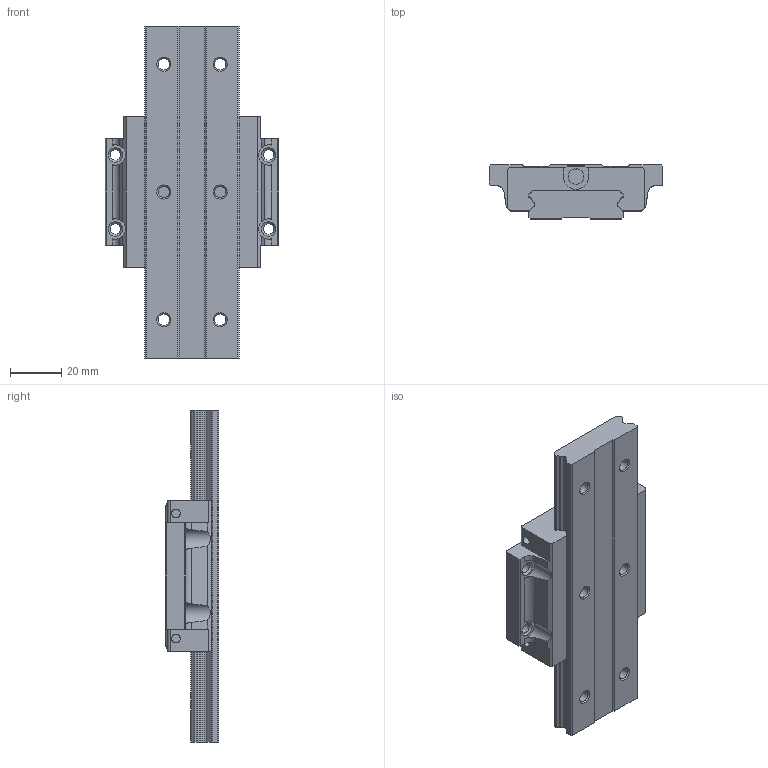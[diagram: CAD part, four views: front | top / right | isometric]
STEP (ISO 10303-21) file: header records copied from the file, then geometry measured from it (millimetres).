
FILE_DESCRIPTION((''),'2;1');
FILE_NAME('wew21cc.stp','2012-08-01T16:04:52',('liveinlib'),(''),'Autodesk Inventor 2012','Autodesk Inventor 2012','');
FILE_SCHEMA(('AUTOMOTIVE_DESIGN { 1 0 10303 214 1 1 1 1 }'));
Length unit declared in the file: millimetre
Products named in the file (3): wew21cc; wer21
Assembly tree (2 placements, depth 2):
  wew21cc
    wer21
    wew21cc
Bounding box: 68 x 21 x 130 mm (x, y, z)
Volume: 90588.7 mm3; surface area: 27631.1 mm2
Topology: 2 solids, 2 shells, 233 faces, 609 edges, 396 vertices
Faces by surface type: plane 113, cylinder 88, cone 32
Full cylindrical faces by diameter (mm): 1 x2, 3.3 x4, 4.134 x6, 4.5 x6, 5.3 x2, 6.2 x2, 7.5 x6, 8 x2
Entity records: 6995 total; most frequent: CARTESIAN_POINT 1253, DIRECTION 1219, ORIENTED_EDGE 1078, EDGE_CURVE 539, AXIS2_PLACEMENT_3D 450, VERTEX_POINT 388, EDGE_LOOP 335, VECTOR 319
